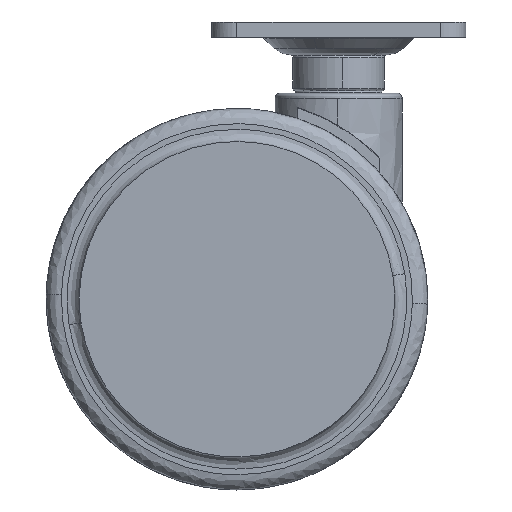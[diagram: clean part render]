
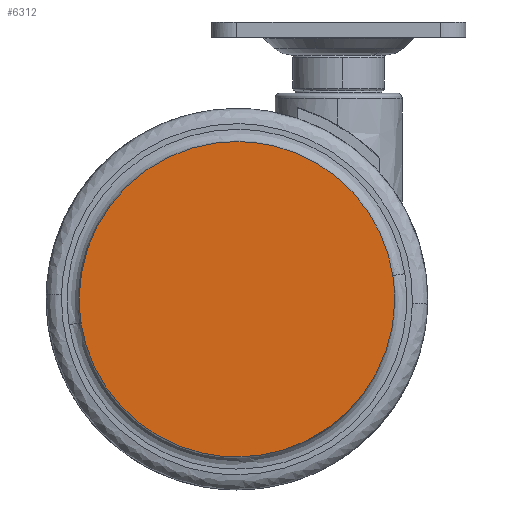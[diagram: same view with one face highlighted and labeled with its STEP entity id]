
A CAD part, front view. The second image highlights one B-rep face of the part: STEP entity #6312.
In plain terms, the highlighted free-form (B-spline) face has degree [1, 1] with [2, 2] control points.
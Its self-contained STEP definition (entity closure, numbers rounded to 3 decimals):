
#6172=CARTESIAN_POINT('',(10.648,-23.5,-35.843));
#6173=VERTEX_POINT('',#6172);
#6187=CARTESIAN_POINT('',(-20.0,-23.5,-71.5));
#6188=VERTEX_POINT('',#6187);
#6189=CARTESIAN_POINT('',(-20.0,-23.5,-71.5));
#6190=CARTESIAN_POINT('',(11.,-23.5,-71.5));
#6191=CARTESIAN_POINT('',(11.,-23.5,-40.5));
#6192=CARTESIAN_POINT('',(11.,-23.5,-38.158));
#6193=CARTESIAN_POINT('',(10.648,-23.5,-35.843));
#6201=(BOUNDED_CURVE()B_SPLINE_CURVE(2,(#6189,#6190,#6191,#6192,#6193),.UNSPECIFIED.,.F.,.U.)B_SPLINE_CURVE_WITH_KNOTS((3,2,3),(0.0,0.25,0.276),.UNSPECIFIED.)CURVE()GEOMETRIC_REPRESENTATION_ITEM()RATIONAL_B_SPLINE_CURVE((1.0,0.707,1.0,0.97,0.946))REPRESENTATION_ITEM(''));
#6202=EDGE_CURVE('',#6188,#6173,#6201,.T.);
#6204=CARTESIAN_POINT('',(-50.648,-23.5,-45.157));
#6205=VERTEX_POINT('',#6204);
#6206=CARTESIAN_POINT('',(-50.648,-23.5,-45.157));
#6207=CARTESIAN_POINT('',(-46.645,-23.5,-71.5));
#6208=CARTESIAN_POINT('',(-20.0,-23.5,-71.5));
#6216=(BOUNDED_CURVE()B_SPLINE_CURVE(2,(#6206,#6207,#6208),.UNSPECIFIED.,.F.,.U.)B_SPLINE_CURVE_WITH_KNOTS((3,3),(0.776,1.0),.UNSPECIFIED.)CURVE()GEOMETRIC_REPRESENTATION_ITEM()RATIONAL_B_SPLINE_CURVE((0.946,0.737,1.0))REPRESENTATION_ITEM(''));
#6217=EDGE_CURVE('',#6205,#6188,#6216,.T.);
#6266=CARTESIAN_POINT('',(-20.0,-23.5,-9.5));
#6267=VERTEX_POINT('',#6266);
#6268=CARTESIAN_POINT('',(-20.0,-23.5,-9.5));
#6269=CARTESIAN_POINT('',(-51.,-23.5,-9.5));
#6270=CARTESIAN_POINT('',(-51.,-23.5,-40.5));
#6271=CARTESIAN_POINT('',(-51.,-23.5,-42.842));
#6272=CARTESIAN_POINT('',(-50.648,-23.5,-45.157));
#6280=(BOUNDED_CURVE()B_SPLINE_CURVE(2,(#6268,#6269,#6270,#6271,#6272),.UNSPECIFIED.,.F.,.U.)B_SPLINE_CURVE_WITH_KNOTS((3,2,3),(0.5,0.75,0.776),.UNSPECIFIED.)CURVE()GEOMETRIC_REPRESENTATION_ITEM()RATIONAL_B_SPLINE_CURVE((1.0,0.707,1.0,0.97,0.946))REPRESENTATION_ITEM(''));
#6281=EDGE_CURVE('',#6267,#6205,#6280,.T.);
#6283=CARTESIAN_POINT('',(10.648,-23.5,-35.843));
#6284=CARTESIAN_POINT('',(6.645,-23.5,-9.5));
#6285=CARTESIAN_POINT('',(-20.0,-23.5,-9.5));
#6293=(BOUNDED_CURVE()B_SPLINE_CURVE(2,(#6283,#6284,#6285),.UNSPECIFIED.,.F.,.U.)B_SPLINE_CURVE_WITH_KNOTS((3,3),(0.276,0.5),.UNSPECIFIED.)CURVE()GEOMETRIC_REPRESENTATION_ITEM()RATIONAL_B_SPLINE_CURVE((0.946,0.737,1.0))REPRESENTATION_ITEM(''));
#6294=EDGE_CURVE('',#6173,#6267,#6293,.T.);
#6301=CARTESIAN_POINT('',(-54.089,-23.5,-6.403));
#6302=CARTESIAN_POINT('',(-54.089,-23.5,-74.597));
#6303=CARTESIAN_POINT('',(14.089,-23.5,-6.403));
#6304=CARTESIAN_POINT('',(14.089,-23.5,-74.597));
#6305=B_SPLINE_SURFACE_WITH_KNOTS('',1,1,((#6301,#6303),(#6302,#6304)),.UNSPECIFIED.,.F.,.F.,.U.,(2,2),(2,2),(0.0,68.194),(0.0,68.178),.UNSPECIFIED.);
#6306=ORIENTED_EDGE('',*,*,#6202,.T.);
#6307=ORIENTED_EDGE('',*,*,#6294,.T.);
#6308=ORIENTED_EDGE('',*,*,#6281,.T.);
#6309=ORIENTED_EDGE('',*,*,#6217,.T.);
#6310=EDGE_LOOP('',(#6306,#6307,#6308,#6309));
#6311=FACE_OUTER_BOUND('',#6310,.T.);
#6312=ADVANCED_FACE('',(#6311),#6305,.T.);
